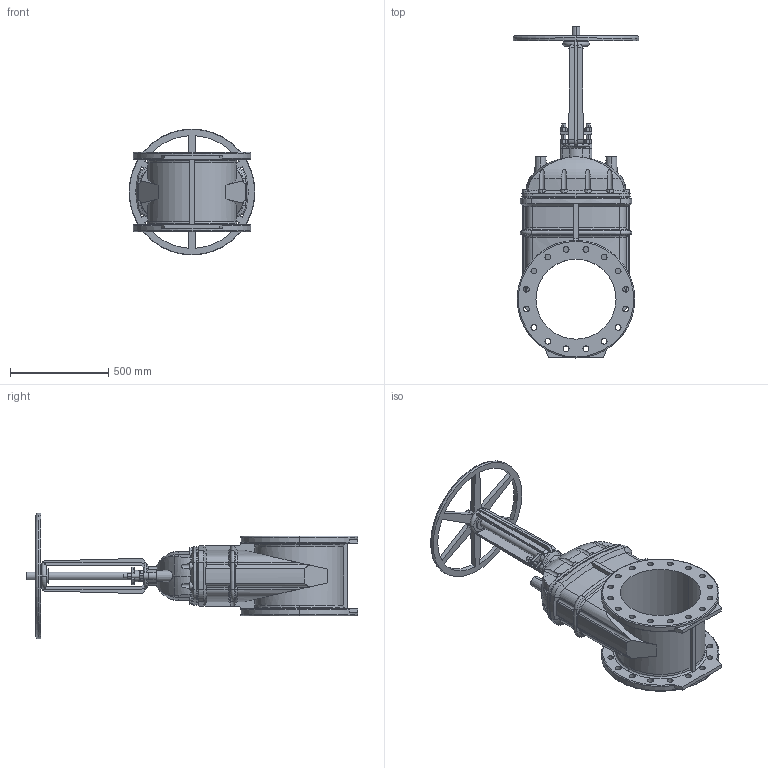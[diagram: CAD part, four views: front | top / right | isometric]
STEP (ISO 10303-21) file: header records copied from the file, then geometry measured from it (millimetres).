
FILE_DESCRIPTION (( 'STEP AP203' ), '1' );
FILE_NAME ('O_45_5C_DN400_X0_AA1_step.step', '2015-08-25T09:26:39', ( 'Windows User' ), ( 'AVK' ), 'SwSTEP 2.0', 'SolidWorks 2012', '' );
FILE_SCHEMA (( 'CONFIG_CONTROL_DESIGN' ));
Length unit declared in the file: millimetre
Products named in the file (1): O_45_5C_DN400_X0_AA1_step
Bounding box: 640 x 1687.5 x 640 mm (x, y, z)
Volume: 92753108.2 mm3; surface area: 3385264.3 mm2
Topology: 1 solids, 1 shells, 743 faces, 1947 edges, 1230 vertices
Faces by surface type: cylinder 291, plane 192, cone 132, torus 74, bspline 54
Entity records: 28636 total; most frequent: CARTESIAN_POINT 10799, ORIENTED_EDGE 3894, DIRECTION 3521, EDGE_CURVE 1947, AXIS2_PLACEMENT_3D 1450, VERTEX_POINT 1230, EDGE_LOOP 853, CIRCLE 760
